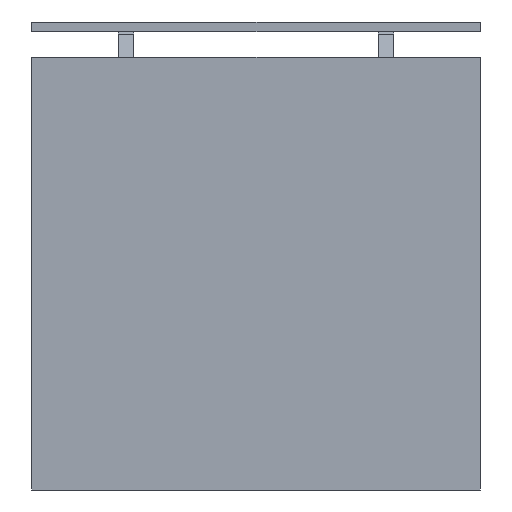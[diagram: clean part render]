
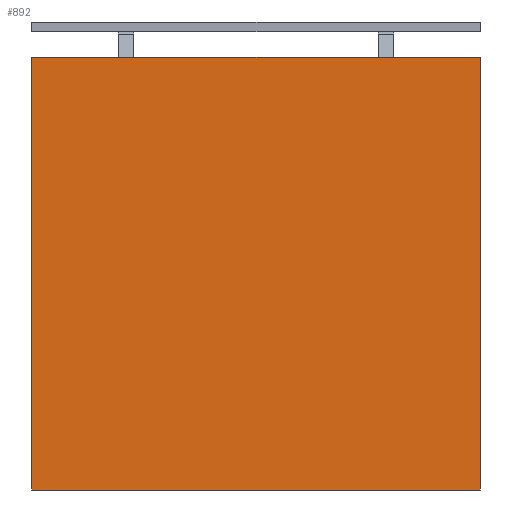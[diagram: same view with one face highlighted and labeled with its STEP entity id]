
A CAD part, left-side view. The second image highlights one B-rep face of the part: STEP entity #892.
In plain terms, the highlighted planar face has unit normal (-1, 0, 0).
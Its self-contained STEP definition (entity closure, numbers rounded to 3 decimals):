
#892=ADVANCED_FACE($,(#1382),#6626,.T.);
#1382=FACE_OUTER_BOUND($,#1904,.T.);
#1904=EDGE_LOOP($,(#3384,#3385,#3386,#3387));
#3384=ORIENTED_EDGE($,*,*,#5160,.F.);
#3385=ORIENTED_EDGE($,*,*,#5159,.F.);
#3386=ORIENTED_EDGE($,*,*,#5158,.T.);
#3387=ORIENTED_EDGE($,*,*,#5153,.T.);
#5153=EDGE_CURVE($,#6133,#6134,#7215,.T.);
#5158=EDGE_CURVE($,#6137,#6133,#7220,.T.);
#5159=EDGE_CURVE($,#6137,#6138,#7221,.T.);
#5160=EDGE_CURVE($,#6138,#6134,#7222,.T.);
#6133=VERTEX_POINT($,#12167);
#6134=VERTEX_POINT($,#12168);
#6137=VERTEX_POINT($,#12171);
#6138=VERTEX_POINT($,#12172);
#6626=PLANE($,#7888);
#7215=B_SPLINE_CURVE_WITH_KNOTS($,1,(#12138,#12139),.UNSPECIFIED.,.F.,.F.,
(2,2),(0.,675.),.UNSPECIFIED.);
#7220=B_SPLINE_CURVE_WITH_KNOTS($,1,(#12148,#12149),.UNSPECIFIED.,.F.,.F.,
(2,2),(-800.,0.),.UNSPECIFIED.);
#7221=B_SPLINE_CURVE_WITH_KNOTS($,1,(#12150,#12151),.UNSPECIFIED.,.F.,.F.,
(2,2),(0.,675.),.UNSPECIFIED.);
#7222=B_SPLINE_CURVE_WITH_KNOTS($,1,(#12152,#12153),.UNSPECIFIED.,.F.,.F.,
(2,2),(-800.,0.),.UNSPECIFIED.);
#7888=AXIS2_PLACEMENT_3D($,#12162,#8101,$);
#8101=DIRECTION($,(-1.,0.,0.));
#12138=CARTESIAN_POINT($,(0.,700.,675.));
#12139=CARTESIAN_POINT($,(0.,700.,0.));
#12148=CARTESIAN_POINT($,(0.,0.,675.));
#12149=CARTESIAN_POINT($,(0.,700.,675.));
#12150=CARTESIAN_POINT($,(0.,0.,675.));
#12151=CARTESIAN_POINT($,(0.,0.,0.));
#12152=CARTESIAN_POINT($,(0.,0.,0.));
#12153=CARTESIAN_POINT($,(0.,700.,0.));
#12162=CARTESIAN_POINT($,(0.,700.,0.));
#12167=CARTESIAN_POINT($,(0.,700.,675.));
#12168=CARTESIAN_POINT($,(0.,700.,0.));
#12171=CARTESIAN_POINT($,(0.,0.,675.));
#12172=CARTESIAN_POINT($,(0.,0.,0.));
